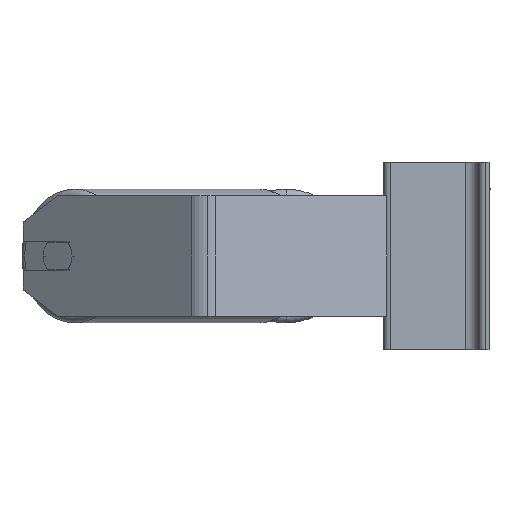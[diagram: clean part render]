
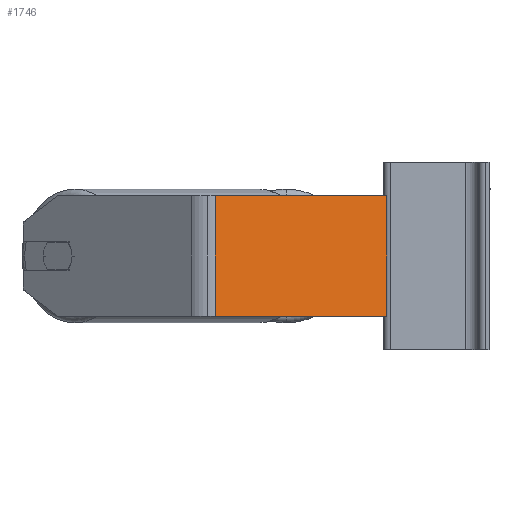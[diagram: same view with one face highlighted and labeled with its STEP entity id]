
A CAD part, left-side view. The second image highlights one B-rep face of the part: STEP entity #1746.
In plain terms, the highlighted planar face has unit normal (-0.94, -0.342, 0).
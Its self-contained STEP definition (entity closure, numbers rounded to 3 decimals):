
#76 = EDGE_CURVE ( 'NONE', #9888, #4280, #8222, .T. ) ;
#123 = CARTESIAN_POINT ( 'NONE',  ( -382.213, 138.748, -40. ) ) ;
#954 = LINE ( 'NONE', #123, #3648 ) ;
#1322 = PLANE ( 'NONE',  #1474 ) ;
#1474 = AXIS2_PLACEMENT_3D ( 'NONE', #2750, #3064, #3790 ) ;
#1746 = ADVANCED_FACE ( 'NONE', ( #8959 ), #1322, .F. ) ;
#2750 = CARTESIAN_POINT ( 'NONE',  ( -382.213, 138.748, 40. ) ) ;
#3064 = DIRECTION ( 'NONE',  ( 0.94, 0.342, 0. ) ) ;
#3648 = VECTOR ( 'NONE', #6091, 1000. ) ;
#3790 = DIRECTION ( 'NONE',  ( -0.342, 0.94, 0. ) ) ;
#4083 = EDGE_CURVE ( 'NONE', #5302, #9221, #7986, .T. ) ;
#4127 = CARTESIAN_POINT ( 'NONE',  ( -382.213, 138.748, 40. ) ) ;
#4280 = VERTEX_POINT ( 'NONE', #6596 ) ;
#5302 = VERTEX_POINT ( 'NONE', #10723 ) ;
#5570 = DIRECTION ( 'NONE',  ( 0., 0., -1. ) ) ;
#5631 = CARTESIAN_POINT ( 'NONE',  ( -379.054, 130.067, 40. ) ) ;
#5970 = DIRECTION ( 'NONE',  ( 0.342, -0.94, 0. ) ) ;
#6091 = DIRECTION ( 'NONE',  ( 0.342, -0.94, 0. ) ) ;
#6552 = EDGE_LOOP ( 'NONE', ( #9393, #6987, #7061, #8671 ) ) ;
#6580 = LINE ( 'NONE', #4127, #9027 ) ;
#6596 = CARTESIAN_POINT ( 'NONE',  ( -379.054, 130.067, -40. ) ) ;
#6987 = ORIENTED_EDGE ( 'NONE', *, *, #4083, .F. ) ;
#7018 = EDGE_CURVE ( 'NONE', #9888, #5302, #6580, .T. ) ;
#7061 = ORIENTED_EDGE ( 'NONE', *, *, #7018, .F. ) ;
#7685 = CARTESIAN_POINT ( 'NONE',  ( -337.518, 15.948, -40. ) ) ;
#7986 = LINE ( 'NONE', #10452, #9505 ) ;
#8222 = LINE ( 'NONE', #5631, #10888 ) ;
#8645 = CARTESIAN_POINT ( 'NONE',  ( -379.054, 130.067, 40. ) ) ;
#8671 = ORIENTED_EDGE ( 'NONE', *, *, #76, .T. ) ;
#8858 = EDGE_CURVE ( 'NONE', #4280, #9221, #954, .T. ) ;
#8959 = FACE_OUTER_BOUND ( 'NONE', #6552, .T. ) ;
#9027 = VECTOR ( 'NONE', #5970, 1000. ) ;
#9221 = VERTEX_POINT ( 'NONE', #7685 ) ;
#9393 = ORIENTED_EDGE ( 'NONE', *, *, #8858, .T. ) ;
#9505 = VECTOR ( 'NONE', #9718, 1000. ) ;
#9718 = DIRECTION ( 'NONE',  ( 0., 0., -1. ) ) ;
#9888 = VERTEX_POINT ( 'NONE', #8645 ) ;
#10452 = CARTESIAN_POINT ( 'NONE',  ( -337.518, 15.948, 40. ) ) ;
#10723 = CARTESIAN_POINT ( 'NONE',  ( -337.518, 15.948, 40. ) ) ;
#10888 = VECTOR ( 'NONE', #5570, 1000. ) ;
